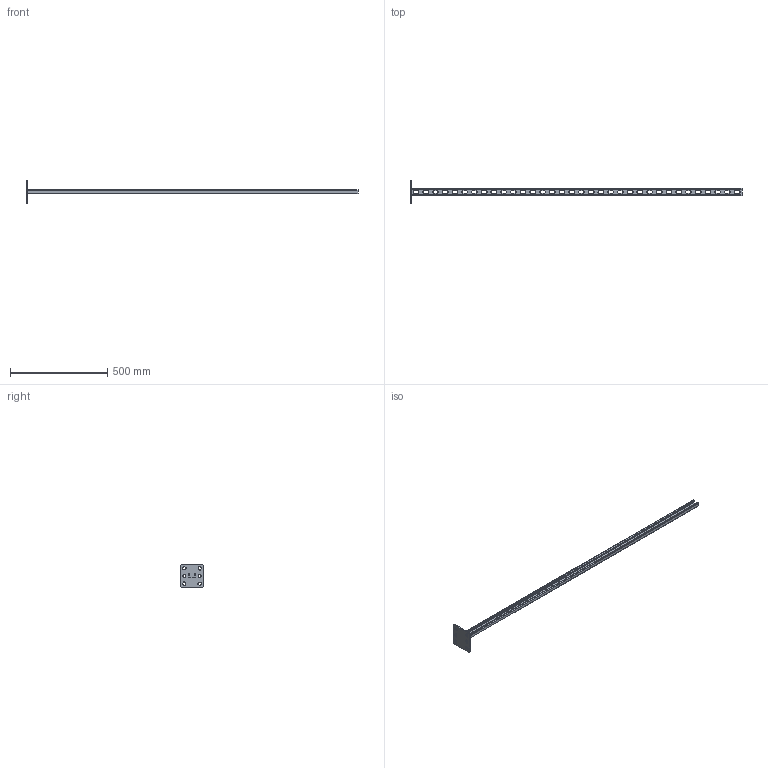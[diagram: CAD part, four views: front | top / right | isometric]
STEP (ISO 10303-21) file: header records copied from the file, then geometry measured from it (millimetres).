
FILE_DESCRIPTION (( 'STEP AP203' ), '1' );
FILE_NAME ('Êðîíøòåéí ïîòîëî÷íûé îäèíàðíûé_h21-1700.step', '2022-01-27T08:19:28', ( '' ), ( '' ), 'SwSTEP 2.0', 'SolidWorks 2017', '' );
FILE_SCHEMA (( 'CONFIG_CONTROL_DESIGN' ));
Length unit declared in the file: millimetre
Products named in the file (3): Ïÿòêà ïîòîëî÷êàÿ; STRUT-镳铘桦黖h21-1700; Êðîíøòåéí ïîòîëî÷íûé îäèíàðíûé_h21-1700
Assembly tree (2 placements, depth 2):
  Êðîíøòåéí ïîòîëî÷íûé îäèíàðíûé_h21-1700
    Ïÿòêà ïîòîëî÷êàÿ
    STRUT-镳铘桦黖h21-1700
Bounding box: 1706 x 120 x 120 mm (x, y, z)
Volume: 449661.1 mm3; surface area: 343714.3 mm2
Topology: 2 solids, 2 shells, 1826 faces, 5418 edges, 3596 vertices
Faces by surface type: plane 1728, cylinder 98
Entity records: 60399 total; most frequent: CARTESIAN_POINT 10845, ORIENTED_EDGE 10836, DIRECTION 9276, EDGE_CURVE 5418, LINE 5222, VECTOR 5222, VERTEX_POINT 3596, AXIS2_PLACEMENT_3D 2027
